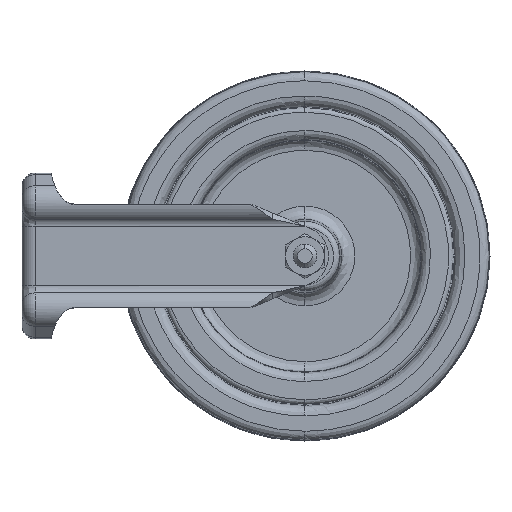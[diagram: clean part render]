
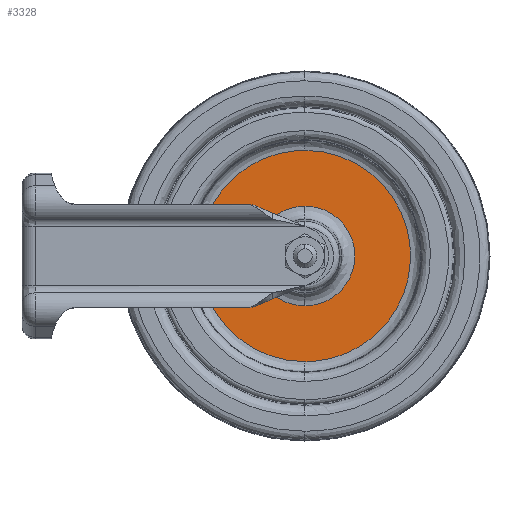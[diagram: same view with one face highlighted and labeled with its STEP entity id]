
A CAD part, left-side view. The second image highlights one B-rep face of the part: STEP entity #3328.
In plain terms, the highlighted planar face has unit normal (-1, 0, 0).
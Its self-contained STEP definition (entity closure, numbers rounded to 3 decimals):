
#2771 = VERTEX_POINT ( 'NONE', #7544 ) ;
#2772 = EDGE_CURVE ( 'NONE', #2915, #2916, #7543, .T. ) ;
#2915 = VERTEX_POINT ( 'NONE', #7828 ) ;
#2916 = VERTEX_POINT ( 'NONE', #7827 ) ;
#3116 = EDGE_CURVE ( 'NONE', #2771, #3117, #8273, .T. ) ;
#3117 = VERTEX_POINT ( 'NONE', #8274 ) ;
#3328 = ADVANCED_FACE ( 'NONE', ( #8744, #8743 ), #8757, .F. ) ;
#3329 = EDGE_LOOP ( 'NONE', ( #3456, #3450 ) ) ;
#3391 = EDGE_CURVE ( 'NONE', #3117, #2771, #8898, .T. ) ;
#3396 = EDGE_CURVE ( 'NONE', #2916, #2915, #9008, .T. ) ;
#3450 = ORIENTED_EDGE ( 'NONE', *, *, #2772, .F. ) ;
#3453 = EDGE_LOOP ( 'NONE', ( #3457, #3454 ) ) ;
#3454 = ORIENTED_EDGE ( 'NONE', *, *, #3116, .F. ) ;
#3456 = ORIENTED_EDGE ( 'NONE', *, *, #3396, .F. ) ;
#3457 = ORIENTED_EDGE ( 'NONE', *, *, #3391, .F. ) ;
#7466 = CARTESIAN_POINT ( 'NONE',  ( -3.5, -95.5, -16.848 ) ) ;
#7467 = CARTESIAN_POINT ( 'NONE',  ( -3.5, -61.803, -16.848 ) ) ;
#7468 = CARTESIAN_POINT ( 'NONE',  ( -3.5, -61.803, 16.848 ) ) ;
#7542 = CARTESIAN_POINT ( 'NONE',  ( -3.5, -95.5, 16.848 ) ) ;
#7543 =( BOUNDED_CURVE ( )  B_SPLINE_CURVE ( 3, ( #7542, #7468, #7467, #7466 ),
 .UNSPECIFIED., .F., .T. ) 
 B_SPLINE_CURVE_WITH_KNOTS ( ( 4, 4 ),
 ( 0., 1. ),
 .UNSPECIFIED. ) 
 CURVE ( )  GEOMETRIC_REPRESENTATION_ITEM ( )  RATIONAL_B_SPLINE_CURVE ( ( 1., 0.333, 0.333, 1. ) ) 
 REPRESENTATION_ITEM ( '' )  );
#7544 = CARTESIAN_POINT ( 'NONE',  ( -3.5, -95.5, -35.655 ) ) ;
#7827 = CARTESIAN_POINT ( 'NONE',  ( -3.5, -95.5, -16.848 ) ) ;
#7828 = CARTESIAN_POINT ( 'NONE',  ( -3.5, -95.5, 16.848 ) ) ;
#8269 = CARTESIAN_POINT ( 'NONE',  ( -3.5, -95.5, 35.655 ) ) ;
#8270 = CARTESIAN_POINT ( 'NONE',  ( -3.5, -24.191, 35.655 ) ) ;
#8271 = CARTESIAN_POINT ( 'NONE',  ( -3.5, -24.191, -35.655 ) ) ;
#8272 = CARTESIAN_POINT ( 'NONE',  ( -3.5, -95.5, -35.655 ) ) ;
#8273 =( BOUNDED_CURVE ( )  B_SPLINE_CURVE ( 3, ( #8272, #8271, #8270, #8269 ),
 .UNSPECIFIED., .F., .T. ) 
 B_SPLINE_CURVE_WITH_KNOTS ( ( 4, 4 ),
 ( 0., 1. ),
 .UNSPECIFIED. ) 
 CURVE ( )  GEOMETRIC_REPRESENTATION_ITEM ( )  RATIONAL_B_SPLINE_CURVE ( ( 1., 0.333, 0.333, 1. ) ) 
 REPRESENTATION_ITEM ( '' )  );
#8274 = CARTESIAN_POINT ( 'NONE',  ( -3.5, -95.5, 35.655 ) ) ;
#8743 = FACE_OUTER_BOUND ( 'NONE', #3453, .T. ) ;
#8744 = FACE_BOUND ( 'NONE', #3329, .T. ) ;
#8753 = DIRECTION ( 'NONE',  ( 0., 0., -1. ) ) ;
#8754 = DIRECTION ( 'NONE',  ( 1., 0., 0. ) ) ;
#8755 = CARTESIAN_POINT ( 'NONE',  ( -3.5, -134.72, 39.22 ) ) ;
#8756 = AXIS2_PLACEMENT_3D ( 'NONE', #8755, #8754, #8753 ) ;
#8757 = PLANE ( 'NONE',  #8756 ) ;
#8898 =( BOUNDED_CURVE ( )  B_SPLINE_CURVE ( 3, ( #8902, #8901, #8900, #8899 ),
 .UNSPECIFIED., .F., .T. ) 
 B_SPLINE_CURVE_WITH_KNOTS ( ( 4, 4 ),
 ( 0., 1. ),
 .UNSPECIFIED. ) 
 CURVE ( )  GEOMETRIC_REPRESENTATION_ITEM ( )  RATIONAL_B_SPLINE_CURVE ( ( 1., 0.333, 0.333, 1. ) ) 
 REPRESENTATION_ITEM ( '' )  );
#8899 = CARTESIAN_POINT ( 'NONE',  ( -3.5, -95.5, -35.655 ) ) ;
#8900 = CARTESIAN_POINT ( 'NONE',  ( -3.5, -166.809, -35.655 ) ) ;
#8901 = CARTESIAN_POINT ( 'NONE',  ( -3.5, -166.809, 35.655 ) ) ;
#8902 = CARTESIAN_POINT ( 'NONE',  ( -3.5, -95.5, 35.655 ) ) ;
#8919 = CARTESIAN_POINT ( 'NONE',  ( -3.5, -129.197, 16.848 ) ) ;
#8920 = CARTESIAN_POINT ( 'NONE',  ( -3.5, -129.197, -16.848 ) ) ;
#8921 = CARTESIAN_POINT ( 'NONE',  ( -3.5, -95.5, -16.848 ) ) ;
#8932 = CARTESIAN_POINT ( 'NONE',  ( -3.5, -95.5, 16.848 ) ) ;
#9008 =( BOUNDED_CURVE ( )  B_SPLINE_CURVE ( 3, ( #8921, #8920, #8919, #8932 ),
 .UNSPECIFIED., .F., .T. ) 
 B_SPLINE_CURVE_WITH_KNOTS ( ( 4, 4 ),
 ( 0., 1. ),
 .UNSPECIFIED. ) 
 CURVE ( )  GEOMETRIC_REPRESENTATION_ITEM ( )  RATIONAL_B_SPLINE_CURVE ( ( 1., 0.333, 0.333, 1. ) ) 
 REPRESENTATION_ITEM ( '' )  );
